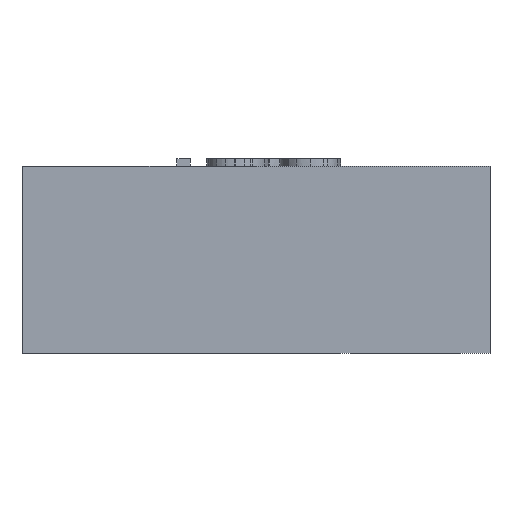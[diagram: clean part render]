
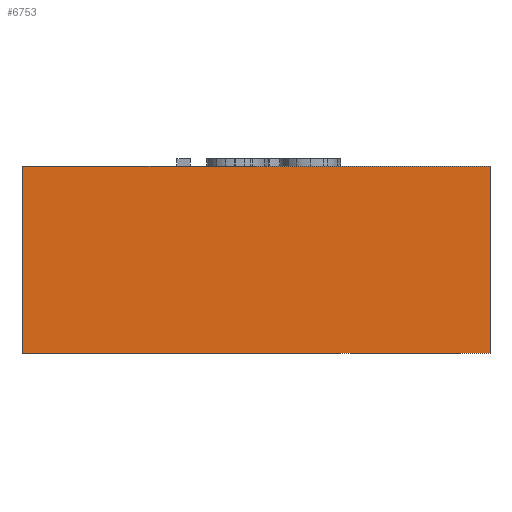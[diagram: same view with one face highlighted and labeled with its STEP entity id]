
A CAD part, front view. The second image highlights one B-rep face of the part: STEP entity #6753.
In plain terms, the highlighted planar face has unit normal (0, -1, 0).
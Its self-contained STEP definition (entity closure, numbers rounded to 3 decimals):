
#912=PLANE('',#7097);
#1181=FACE_OUTER_BOUND('',#1591,.T.);
#1591=EDGE_LOOP('',(#5557,#5558,#5559,#5560));
#2049=LINE('',#11211,#2531);
#2057=LINE('',#11226,#2539);
#2058=LINE('',#11228,#2540);
#2059=LINE('',#11229,#2541);
#2531=VECTOR('',#7664,10.);
#2539=VECTOR('',#7676,10.);
#2540=VECTOR('',#7679,10.);
#2541=VECTOR('',#7680,10.);
#3159=VERTEX_POINT('',#11207);
#3161=VERTEX_POINT('',#11210);
#3165=VERTEX_POINT('',#11222);
#3166=VERTEX_POINT('',#11224);
#4015=EDGE_CURVE('',#3159,#3161,#2049,.T.);
#4023=EDGE_CURVE('',#3165,#3166,#2057,.T.);
#4024=EDGE_CURVE('',#3165,#3159,#2058,.T.);
#4025=EDGE_CURVE('',#3161,#3166,#2059,.T.);
#5557=ORIENTED_EDGE('',*,*,#4024,.F.);
#5558=ORIENTED_EDGE('',*,*,#4023,.T.);
#5559=ORIENTED_EDGE('',*,*,#4025,.F.);
#5560=ORIENTED_EDGE('',*,*,#4015,.F.);
#6753=ADVANCED_FACE('',(#1181),#912,.T.);
#7097=AXIS2_PLACEMENT_3D('',#11227,#7677,#7678);
#7664=DIRECTION('',(0.,0.,1.));
#7676=DIRECTION('',(0.,0.,1.));
#7677=DIRECTION('center_axis',(0.,-1.,0.));
#7678=DIRECTION('ref_axis',(1.,0.,0.));
#7679=DIRECTION('',(-1.,0.,0.));
#7680=DIRECTION('',(1.,0.,0.));
#11207=CARTESIAN_POINT('',(-82.079,-104.262,0.));
#11210=CARTESIAN_POINT('',(-82.079,-104.262,10.));
#11211=CARTESIAN_POINT('',(-82.079,-104.262,0.));
#11222=CARTESIAN_POINT('',(-57.079,-104.262,0.));
#11224=CARTESIAN_POINT('',(-57.079,-104.262,10.));
#11226=CARTESIAN_POINT('',(-57.079,-104.262,0.));
#11227=CARTESIAN_POINT('Origin',(-82.079,-104.262,0.));
#11228=CARTESIAN_POINT('',(-57.079,-104.262,0.));
#11229=CARTESIAN_POINT('',(-57.079,-104.262,10.));
